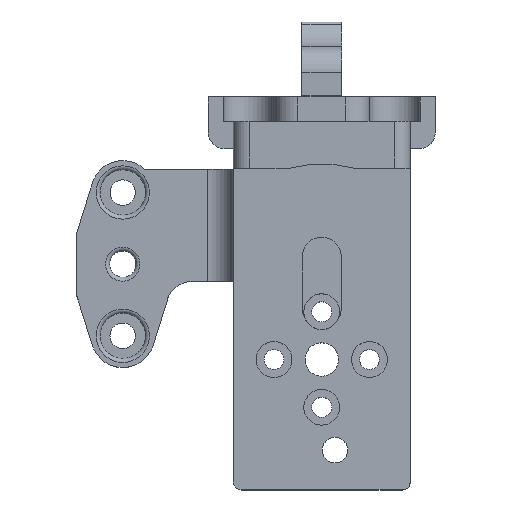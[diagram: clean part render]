
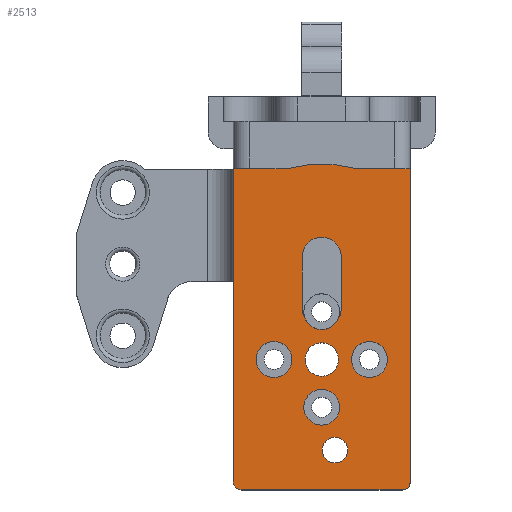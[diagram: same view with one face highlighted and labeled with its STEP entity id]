
A CAD part, top view. The second image highlights one B-rep face of the part: STEP entity #2513.
In plain terms, the highlighted planar face has unit normal (0, 0, 1).
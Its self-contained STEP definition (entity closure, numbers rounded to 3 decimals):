
#140=FACE_BOUND('',#868,.T.);
#141=FACE_BOUND('',#869,.T.);
#142=FACE_BOUND('',#870,.T.);
#143=FACE_BOUND('',#871,.T.);
#144=FACE_BOUND('',#872,.T.);
#145=FACE_BOUND('',#873,.T.);
#206=LINE('',#4022,#410);
#225=LINE('',#4093,#429);
#229=LINE('',#4102,#433);
#279=LINE('',#4287,#483);
#294=LINE('',#4524,#498);
#297=LINE('',#4548,#501);
#298=LINE('',#4552,#502);
#410=VECTOR('',#3002,10.);
#429=VECTOR('',#3093,10.);
#433=VECTOR('',#3099,10.);
#483=VECTOR('',#3261,10.);
#498=VECTOR('',#3322,10.);
#501=VECTOR('',#3345,10.);
#502=VECTOR('',#3348,10.);
#602=PLANE('',#2746);
#713=FACE_OUTER_BOUND('',#867,.T.);
#867=EDGE_LOOP('',(#2153,#2154,#2155,#2156,#2157,#2158,#2159,#2160));
#868=EDGE_LOOP('',(#2161));
#869=EDGE_LOOP('',(#2162));
#870=EDGE_LOOP('',(#2163));
#871=EDGE_LOOP('',(#2164));
#872=EDGE_LOOP('',(#2165));
#873=EDGE_LOOP('',(#2166,#2167,#2168,#2169,#2170,#2171,#2172,#2173));
#1010=CIRCLE('',#2700,17.75);
#1019=CIRCLE('',#2743,1.);
#1020=CIRCLE('',#2747,1.);
#1021=CIRCLE('',#2748,2.25);
#1022=CIRCLE('',#2749,2.25);
#1023=CIRCLE('',#2750,2.1);
#1024=CIRCLE('',#2751,1.6);
#1025=CIRCLE('',#2752,2.25);
#1026=CIRCLE('',#2753,2.25);
#1027=CIRCLE('',#2754,0.05);
#1028=CIRCLE('',#2755,2.45);
#1029=CIRCLE('',#2756,2.45);
#1030=CIRCLE('',#2757,2.45);
#1031=CIRCLE('',#2758,0.05);
#1143=VERTEX_POINT('',#4019);
#1144=VERTEX_POINT('',#4021);
#1160=VERTEX_POINT('',#4091);
#1163=VERTEX_POINT('',#4099);
#1164=VERTEX_POINT('',#4101);
#1205=VERTEX_POINT('',#4233);
#1230=VERTEX_POINT('',#4517);
#1232=VERTEX_POINT('',#4523);
#1234=VERTEX_POINT('',#4530);
#1235=VERTEX_POINT('',#4532);
#1236=VERTEX_POINT('',#4534);
#1237=VERTEX_POINT('',#4536);
#1238=VERTEX_POINT('',#4538);
#1239=VERTEX_POINT('',#4540);
#1240=VERTEX_POINT('',#4541);
#1241=VERTEX_POINT('',#4543);
#1242=VERTEX_POINT('',#4545);
#1243=VERTEX_POINT('',#4547);
#1244=VERTEX_POINT('',#4549);
#1245=VERTEX_POINT('',#4551);
#1246=VERTEX_POINT('',#4553);
#1402=EDGE_CURVE('',#1144,#1143,#206,.T.);
#1437=EDGE_CURVE('',#1160,#1143,#225,.T.);
#1441=EDGE_CURVE('',#1164,#1163,#229,.T.);
#1498=EDGE_CURVE('',#1160,#1205,#1010,.F.);
#1524=EDGE_CURVE('',#1205,#1164,#279,.T.);
#1554=EDGE_CURVE('',#1144,#1230,#1019,.T.);
#1557=EDGE_CURVE('',#1230,#1232,#294,.T.);
#1560=EDGE_CURVE('',#1232,#1163,#1020,.T.);
#1561=EDGE_CURVE('',#1234,#1234,#1021,.T.);
#1562=EDGE_CURVE('',#1235,#1235,#1022,.T.);
#1563=EDGE_CURVE('',#1236,#1236,#1023,.T.);
#1564=EDGE_CURVE('',#1237,#1237,#1024,.T.);
#1565=EDGE_CURVE('',#1238,#1238,#1025,.T.);
#1566=EDGE_CURVE('',#1239,#1240,#1026,.T.);
#1567=EDGE_CURVE('',#1241,#1240,#1027,.T.);
#1568=EDGE_CURVE('',#1242,#1241,#1028,.T.);
#1569=EDGE_CURVE('',#1243,#1242,#297,.T.);
#1570=EDGE_CURVE('',#1244,#1243,#1029,.T.);
#1571=EDGE_CURVE('',#1245,#1244,#298,.T.);
#1572=EDGE_CURVE('',#1246,#1245,#1030,.T.);
#1573=EDGE_CURVE('',#1239,#1246,#1031,.T.);
#2153=ORIENTED_EDGE('',*,*,#1554,.F.);
#2154=ORIENTED_EDGE('',*,*,#1402,.T.);
#2155=ORIENTED_EDGE('',*,*,#1437,.F.);
#2156=ORIENTED_EDGE('',*,*,#1498,.T.);
#2157=ORIENTED_EDGE('',*,*,#1524,.T.);
#2158=ORIENTED_EDGE('',*,*,#1441,.T.);
#2159=ORIENTED_EDGE('',*,*,#1560,.F.);
#2160=ORIENTED_EDGE('',*,*,#1557,.F.);
#2161=ORIENTED_EDGE('',*,*,#1561,.T.);
#2162=ORIENTED_EDGE('',*,*,#1562,.T.);
#2163=ORIENTED_EDGE('',*,*,#1563,.T.);
#2164=ORIENTED_EDGE('',*,*,#1564,.T.);
#2165=ORIENTED_EDGE('',*,*,#1565,.T.);
#2166=ORIENTED_EDGE('',*,*,#1566,.T.);
#2167=ORIENTED_EDGE('',*,*,#1567,.F.);
#2168=ORIENTED_EDGE('',*,*,#1568,.F.);
#2169=ORIENTED_EDGE('',*,*,#1569,.F.);
#2170=ORIENTED_EDGE('',*,*,#1570,.F.);
#2171=ORIENTED_EDGE('',*,*,#1571,.F.);
#2172=ORIENTED_EDGE('',*,*,#1572,.F.);
#2173=ORIENTED_EDGE('',*,*,#1573,.F.);
#2513=ADVANCED_FACE('',(#713,#140,#141,#142,#143,#144,#145),#602,.F.);
#2700=AXIS2_PLACEMENT_3D('',#4235,#3198,#3199);
#2743=AXIS2_PLACEMENT_3D('',#4518,#3315,#3316);
#2746=AXIS2_PLACEMENT_3D('',#4528,#3325,#3326);
#2747=AXIS2_PLACEMENT_3D('',#4529,#3327,#3328);
#2748=AXIS2_PLACEMENT_3D('',#4531,#3329,#3330);
#2749=AXIS2_PLACEMENT_3D('',#4533,#3331,#3332);
#2750=AXIS2_PLACEMENT_3D('',#4535,#3333,#3334);
#2751=AXIS2_PLACEMENT_3D('',#4537,#3335,#3336);
#2752=AXIS2_PLACEMENT_3D('',#4539,#3337,#3338);
#2753=AXIS2_PLACEMENT_3D('',#4542,#3339,#3340);
#2754=AXIS2_PLACEMENT_3D('',#4544,#3341,#3342);
#2755=AXIS2_PLACEMENT_3D('',#4546,#3343,#3344);
#2756=AXIS2_PLACEMENT_3D('',#4550,#3346,#3347);
#2757=AXIS2_PLACEMENT_3D('',#4554,#3349,#3350);
#2758=AXIS2_PLACEMENT_3D('',#4555,#3351,#3352);
#3002=DIRECTION('',(0.,1.,0.));
#3093=DIRECTION('',(1.,0.,0.));
#3099=DIRECTION('',(0.,-1.,0.));
#3198=DIRECTION('center_axis',(0.,0.,
-1.));
#3199=DIRECTION('ref_axis',(-0.638,0.77,0.));
#3261=DIRECTION('',(-1.,0.,0.));
#3315=DIRECTION('center_axis',(0.,0.,
-1.));
#3316=DIRECTION('ref_axis',(0.707,-0.707,0.));
#3322=DIRECTION('',(-1.,0.,0.));
#3325=DIRECTION('center_axis',(0.,0.,
-1.));
#3326=DIRECTION('ref_axis',(-1.,0.,0.));
#3327=DIRECTION('center_axis',(0.,0.,
-1.));
#3328=DIRECTION('ref_axis',(-0.707,-0.707,0.));
#3329=DIRECTION('center_axis',(0.,0.,
-1.));
#3330=DIRECTION('ref_axis',(-1.,0.,0.));
#3331=DIRECTION('center_axis',(0.,0.,
-1.));
#3332=DIRECTION('ref_axis',(-1.,0.,0.));
#3333=DIRECTION('center_axis',(0.,0.,
-1.));
#3334=DIRECTION('ref_axis',(1.,0.,0.));
#3335=DIRECTION('center_axis',(0.,0.,
-1.));
#3336=DIRECTION('ref_axis',(-1.,0.,0.));
#3337=DIRECTION('center_axis',(0.,0.,
-1.));
#3338=DIRECTION('ref_axis',(-1.,0.,0.));
#3339=DIRECTION('center_axis',(0.,0.,
-1.));
#3340=DIRECTION('ref_axis',(-1.,0.,0.));
#3341=DIRECTION('center_axis',(0.,0.,
1.));
#3342=DIRECTION('ref_axis',(0.249,-0.968,0.));
#3343=DIRECTION('center_axis',(0.,0.,
1.));
#3344=DIRECTION('ref_axis',(-1.,0.,0.));
#3345=DIRECTION('',(0.,-1.,0.));
#3346=DIRECTION('center_axis',(0.,0.,
1.));
#3347=DIRECTION('ref_axis',(1.,0.,0.));
#3348=DIRECTION('',(0.,1.,0.));
#3349=DIRECTION('center_axis',(0.,0.,
1.));
#3350=DIRECTION('ref_axis',(-1.,0.,0.));
#3351=DIRECTION('center_axis',(0.,0.,
1.));
#3352=DIRECTION('ref_axis',(-0.249,-0.968,0.));
#4019=CARTESIAN_POINT('',(11.182,56.445,-11.807));
#4021=CARTESIAN_POINT('',(11.182,17.112,-11.807));
#4022=CARTESIAN_POINT('',(11.182,49.827,-11.807));
#4091=CARTESIAN_POINT('',(4.678,56.445,-11.807));
#4093=CARTESIAN_POINT('',(8.985,56.445,-11.807));
#4099=CARTESIAN_POINT('',(-11.018,17.112,-11.807));
#4101=CARTESIAN_POINT('',(-11.018,56.445,-11.807));
#4102=CARTESIAN_POINT('',(-11.018,22.422,-11.807));
#4233=CARTESIAN_POINT('',(-4.513,56.445,-11.807));
#4235=CARTESIAN_POINT('Origin',(0.082,39.3,-11.807));
#4287=CARTESIAN_POINT('',(-4.427,56.445,-11.807));
#4517=CARTESIAN_POINT('',(10.182,16.112,-11.807));
#4518=CARTESIAN_POINT('Origin',(10.182,17.112,-11.807));
#4523=CARTESIAN_POINT('',(-10.018,16.112,-11.807));
#4524=CARTESIAN_POINT('',(-10.618,16.112,-11.807));
#4528=CARTESIAN_POINT('Origin',(0.082,32.5,-11.807));
#4529=CARTESIAN_POINT('Origin',(-10.018,17.112,-11.807));
#4530=CARTESIAN_POINT('',(8.332,32.5,-11.807));
#4531=CARTESIAN_POINT('Origin',(6.082,32.5,-11.807));
#4532=CARTESIAN_POINT('',(-3.668,32.5,-11.807));
#4533=CARTESIAN_POINT('Origin',(-5.918,32.5,-11.807));
#4534=CARTESIAN_POINT('',(-2.018,32.5,-11.807));
#4535=CARTESIAN_POINT('Origin',(0.082,32.5,-11.807));
#4536=CARTESIAN_POINT('',(3.352,21.112,-11.807));
#4537=CARTESIAN_POINT('Origin',(1.752,21.112,-11.807));
#4538=CARTESIAN_POINT('',(2.332,26.5,-11.807));
#4539=CARTESIAN_POINT('Origin',(0.082,26.5,-11.807));
#4540=CARTESIAN_POINT('',(2.3,38.121,-11.807));
#4541=CARTESIAN_POINT('',(-2.136,38.121,-11.807));
#4542=CARTESIAN_POINT('Origin',(0.082,38.5,-11.807));
#4543=CARTESIAN_POINT('',(-2.232,38.096,-11.807));
#4544=CARTESIAN_POINT('Origin',(-2.185,38.113,-11.807));
#4545=CARTESIAN_POINT('',(-2.368,38.9,-11.807));
#4546=CARTESIAN_POINT('Origin',(0.082,38.9,-11.807));
#4547=CARTESIAN_POINT('',(-2.368,45.4,-11.807));
#4548=CARTESIAN_POINT('',(-2.368,38.95,-11.807));
#4549=CARTESIAN_POINT('',(2.532,45.4,-11.807));
#4550=CARTESIAN_POINT('Origin',(0.082,45.4,-11.807));
#4551=CARTESIAN_POINT('',(2.532,38.9,-11.807));
#4552=CARTESIAN_POINT('',(2.532,35.7,-11.807));
#4553=CARTESIAN_POINT('',(2.397,38.096,-11.807));
#4554=CARTESIAN_POINT('Origin',(0.082,38.9,-11.807));
#4555=CARTESIAN_POINT('Origin',(2.349,38.113,-11.807));
